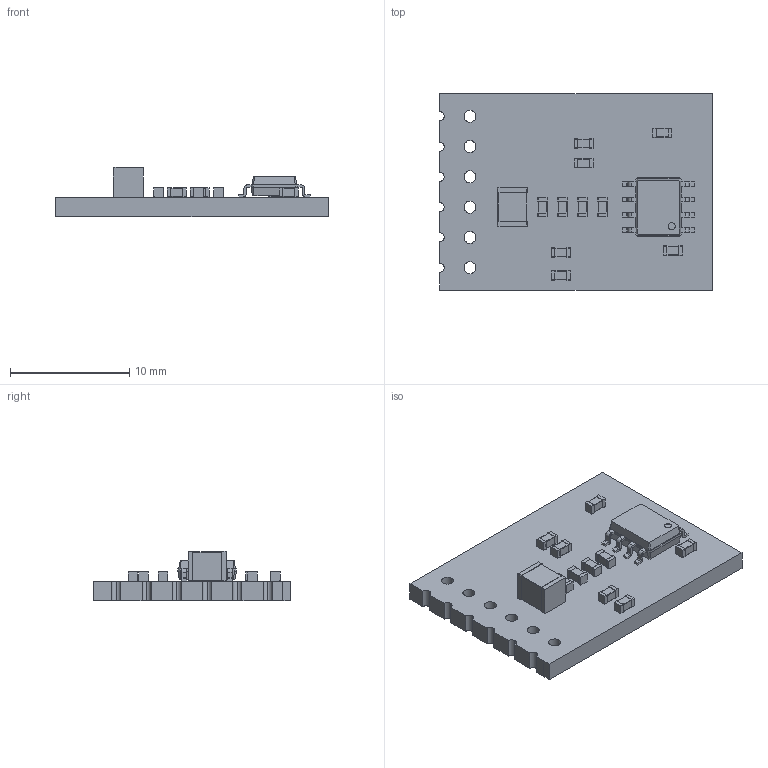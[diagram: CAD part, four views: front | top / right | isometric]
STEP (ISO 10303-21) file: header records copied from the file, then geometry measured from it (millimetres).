
FILE_DESCRIPTION(('KiCad electronic assembly'),'2;1');
FILE_NAME('Audio_Facile.step','2023-05-19T15:04:45',('Pcbnew'),('Kicad') ,'Open CASCADE STEP processor 7.6','KiCad to STEP converter','Unknown' );
FILE_SCHEMA(('AUTOMOTIVE_DESIGN { 1 0 10303 214 1 1 1 1 }'));
Length unit declared in the file: millimetre
Products named in the file (10): Audio_Facile 1; C_1210_3225Metric; SOLID; C_0603_1608Metric; L_0603_1608Metric; SOIC-8_3.9x4.9mm_P1.27mm; 10_Audio_Facile PCB
Assembly tree (17 placements, depth 3):
  Audio_Facile 1
    C_1210_3225Metric
      SOLID
    C_0603_1608Metric  x8
      SOLID
    L_0603_1608Metric  x2
      SOLID
    SOIC-8_3.9x4.9mm_P1.27mm
      SOLID
    10_Audio_Facile PCB
Bounding box: 22.86 x 16.51 x 4.15 mm (x, y, z)
Volume: 652.7 mm3; surface area: 1088.6 mm2
Topology: 13 solids, 13 shells, 495 faces, 1282 edges, 836 vertices
Faces by surface type: bspline 464, cylinder 18, plane 13
Full cylindrical faces by diameter (mm): 1 x6
Entity records: 17991 total; most frequent: CARTESIAN_POINT 6558, B_SPLINE_CURVE_WITH_KNOTS 1605, ORIENTED_EDGE 1412, PCURVE 1412, DEFINITIONAL_REPRESENTATION 1412, EDGE_CURVE 706, SURFACE_CURVE 699, VERTEX_POINT 452
